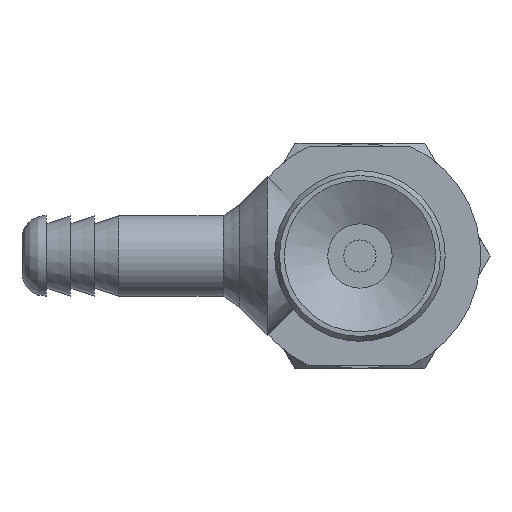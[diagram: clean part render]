
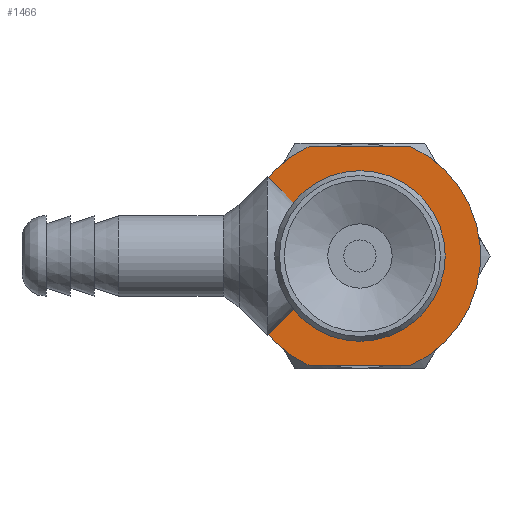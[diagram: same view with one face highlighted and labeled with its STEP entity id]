
A CAD part, front view. The second image highlights one B-rep face of the part: STEP entity #1466.
In plain terms, the highlighted planar face has unit normal (0, -1, 0).
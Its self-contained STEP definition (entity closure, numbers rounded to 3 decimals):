
#21=FACE_BOUND('',#229,.T.);
#117=FACE_OUTER_BOUND('',#228,.T.);
#228=EDGE_LOOP('',(#1037,#1038,#1039,#1040));
#229=EDGE_LOOP('',(#1041));
#416=LINE('',#2398,#476);
#417=LINE('',#2399,#477);
#476=VECTOR('',#1872,1000.);
#477=VECTOR('',#1873,1000.);
#527=CIRCLE('',#1579,7.5);
#543=CIRCLE('',#1611,7.5);
#544=CIRCLE('',#1613,2.5);
#625=VERTEX_POINT('',#2262);
#626=VERTEX_POINT('',#2264);
#652=VERTEX_POINT('',#2392);
#653=VERTEX_POINT('',#2393);
#654=VERTEX_POINT('',#2400);
#756=EDGE_CURVE('',#626,#625,#527,.T.);
#798=EDGE_CURVE('',#652,#653,#543,.T.);
#801=EDGE_CURVE('',#652,#625,#416,.T.);
#802=EDGE_CURVE('',#626,#653,#417,.T.);
#803=EDGE_CURVE('',#654,#654,#544,.T.);
#1037=ORIENTED_EDGE('',*,*,#756,.T.);
#1038=ORIENTED_EDGE('',*,*,#801,.F.);
#1039=ORIENTED_EDGE('',*,*,#798,.T.);
#1040=ORIENTED_EDGE('',*,*,#802,.F.);
#1041=ORIENTED_EDGE('',*,*,#803,.F.);
#1406=PLANE('',#1612);
#1466=ADVANCED_FACE('',(#117,#21),#1406,.F.);
#1579=AXIS2_PLACEMENT_3D('',#2265,#1798,#1799);
#1611=AXIS2_PLACEMENT_3D('',#2394,#1866,#1867);
#1612=AXIS2_PLACEMENT_3D('',#2397,#1870,#1871);
#1613=AXIS2_PLACEMENT_3D('',#2401,#1874,#1875);
#1798=DIRECTION('center_axis',(0.,-1.,0.));
#1799=DIRECTION('ref_axis',(0.,0.,-1.));
#1866=DIRECTION('center_axis',(0.,-1.,0.));
#1867=DIRECTION('ref_axis',(0.,0.,-1.));
#1870=DIRECTION('center_axis',(0.,1.,0.));
#1871=DIRECTION('ref_axis',(0.,0.,1.));
#1872=DIRECTION('',(-1.,0.,0.));
#1873=DIRECTION('',(1.,0.,0.));
#1874=DIRECTION('center_axis',(0.,-1.,0.));
#1875=DIRECTION('ref_axis',(0.,0.,-1.));
#2262=CARTESIAN_POINT('',(-3.164,49.5,-6.8));
#2264=CARTESIAN_POINT('',(-3.164,49.5,6.8));
#2265=CARTESIAN_POINT('Origin',(0.,49.5,0.));
#2392=CARTESIAN_POINT('',(3.164,49.5,-6.8));
#2393=CARTESIAN_POINT('',(3.164,49.5,6.8));
#2394=CARTESIAN_POINT('Origin',(0.,49.5,0.));
#2397=CARTESIAN_POINT('Origin',(7.5,49.5,0.));
#2398=CARTESIAN_POINT('',(3.164,49.5,-6.8));
#2399=CARTESIAN_POINT('',(-3.164,49.5,6.8));
#2400=CARTESIAN_POINT('',(0.,49.5,2.5));
#2401=CARTESIAN_POINT('Origin',(0.,49.5,0.));
